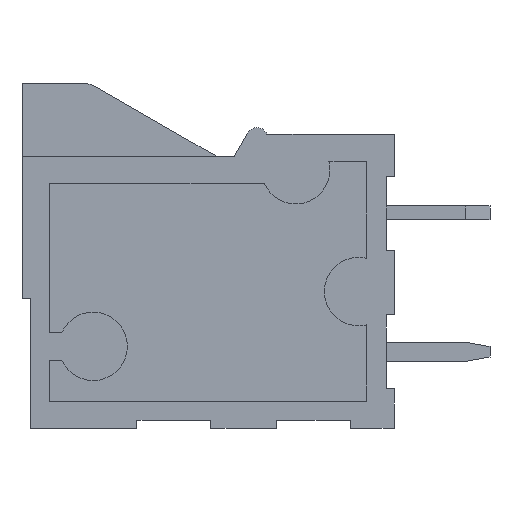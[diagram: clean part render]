
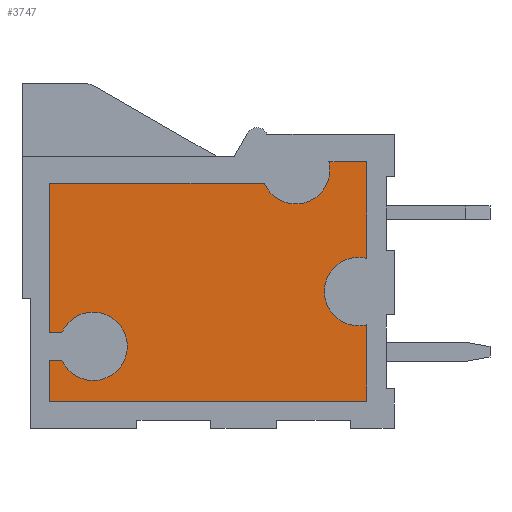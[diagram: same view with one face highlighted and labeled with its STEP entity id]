
A CAD part, left-side view. The second image highlights one B-rep face of the part: STEP entity #3747.
In plain terms, the highlighted planar face has unit normal (-1, 0, 0).
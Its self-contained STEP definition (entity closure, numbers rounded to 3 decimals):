
#2345 = EDGE_CURVE('',#2346,#2348,#2350,.T.);
#2346 = VERTEX_POINT('',#2347);
#2347 = CARTESIAN_POINT('',(1.5,12.146,-10.1));
#2348 = VERTEX_POINT('',#2349);
#2349 = CARTESIAN_POINT('',(1.5,11.,-10.85));
#2350 = CIRCLE('',#2351,1.25);
#2351 = AXIS2_PLACEMENT_3D('',#2352,#2353,#2354);
#2352 = CARTESIAN_POINT('',(1.5,11.,-9.6));
#2353 = DIRECTION('',(-1.,0.,0.));
#2354 = DIRECTION('',(0.,0.,1.));
#2388 = EDGE_CURVE('',#2348,#2389,#2391,.T.);
#2389 = VERTEX_POINT('',#2390);
#2390 = CARTESIAN_POINT('',(1.5,11.,-8.35));
#2391 = CIRCLE('',#2392,1.25);
#2392 = AXIS2_PLACEMENT_3D('',#2393,#2394,#2395);
#2393 = CARTESIAN_POINT('',(1.5,11.,-9.6));
#2394 = DIRECTION('',(-1.,0.,0.));
#2395 = DIRECTION('',(0.,0.,1.));
#2420 = EDGE_CURVE('',#2421,#2423,#2425,.T.);
#2421 = VERTEX_POINT('',#2422);
#2422 = CARTESIAN_POINT('',(1.5,1.3,-6.35));
#2423 = VERTEX_POINT('',#2424);
#2424 = CARTESIAN_POINT('',(1.5,1.3,-8.85));
#2425 = CIRCLE('',#2426,1.25);
#2426 = AXIS2_PLACEMENT_3D('',#2427,#2428,#2429);
#2427 = CARTESIAN_POINT('',(1.5,1.3,-7.6));
#2428 = DIRECTION('',(-1.,0.,0.));
#2429 = DIRECTION('',(0.,0.,1.));
#2462 = EDGE_CURVE('',#2463,#2421,#2465,.T.);
#2463 = VERTEX_POINT('',#2464);
#2464 = CARTESIAN_POINT('',(1.5,1.,-6.387));
#2465 = CIRCLE('',#2466,1.25);
#2466 = AXIS2_PLACEMENT_3D('',#2467,#2468,#2469);
#2467 = CARTESIAN_POINT('',(1.5,1.3,-7.6));
#2468 = DIRECTION('',(-1.,0.,0.));
#2469 = DIRECTION('',(0.,0.,1.));
#3475 = EDGE_CURVE('',#2423,#3476,#3478,.T.);
#3476 = VERTEX_POINT('',#3477);
#3477 = CARTESIAN_POINT('',(1.5,1.,-8.813));
#3478 = CIRCLE('',#3479,1.25);
#3479 = AXIS2_PLACEMENT_3D('',#3480,#3481,#3482);
#3480 = CARTESIAN_POINT('',(1.5,1.3,-7.6));
#3481 = DIRECTION('',(-1.,0.,0.));
#3482 = DIRECTION('',(0.,0.,1.));
#3501 = EDGE_CURVE('',#3502,#3476,#3504,.T.);
#3502 = VERTEX_POINT('',#3503);
#3503 = CARTESIAN_POINT('',(1.5,1.,-11.6));
#3504 = LINE('',#3505,#3506);
#3505 = CARTESIAN_POINT('',(1.5,1.,0.));
#3506 = VECTOR('',#3507,1.);
#3507 = DIRECTION('',(0.,0.,1.));
#3525 = EDGE_CURVE('',#3526,#3502,#3528,.T.);
#3526 = VERTEX_POINT('',#3527);
#3527 = CARTESIAN_POINT('',(1.5,12.6,-11.6));
#3528 = LINE('',#3529,#3530);
#3529 = CARTESIAN_POINT('',(1.5,0.,-11.6));
#3530 = VECTOR('',#3531,1.);
#3531 = DIRECTION('',(0.,-1.,0.));
#3549 = EDGE_CURVE('',#3526,#3550,#3552,.T.);
#3550 = VERTEX_POINT('',#3551);
#3551 = CARTESIAN_POINT('',(1.5,12.6,-10.1));
#3552 = LINE('',#3553,#3554);
#3553 = CARTESIAN_POINT('',(1.5,12.6,0.));
#3554 = VECTOR('',#3555,1.);
#3555 = DIRECTION('',(0.,0.,1.));
#3573 = EDGE_CURVE('',#3550,#2346,#3574,.T.);
#3574 = LINE('',#3575,#3576);
#3575 = CARTESIAN_POINT('',(1.5,0.,-10.1));
#3576 = VECTOR('',#3577,1.);
#3577 = DIRECTION('',(0.,-1.,0.));
#3589 = EDGE_CURVE('',#2389,#3590,#3592,.T.);
#3590 = VERTEX_POINT('',#3591);
#3591 = CARTESIAN_POINT('',(1.5,12.146,-9.1));
#3592 = CIRCLE('',#3593,1.25);
#3593 = AXIS2_PLACEMENT_3D('',#3594,#3595,#3596);
#3594 = CARTESIAN_POINT('',(1.5,11.,-9.6));
#3595 = DIRECTION('',(-1.,0.,0.));
#3596 = DIRECTION('',(0.,0.,1.));
#3615 = EDGE_CURVE('',#3616,#3590,#3618,.T.);
#3616 = VERTEX_POINT('',#3617);
#3617 = CARTESIAN_POINT('',(1.5,12.6,-9.1));
#3618 = LINE('',#3619,#3620);
#3619 = CARTESIAN_POINT('',(1.5,0.,-9.1));
#3620 = VECTOR('',#3621,1.);
#3621 = DIRECTION('',(0.,-1.,0.));
#3639 = EDGE_CURVE('',#3616,#3640,#3642,.T.);
#3640 = VERTEX_POINT('',#3641);
#3641 = CARTESIAN_POINT('',(1.5,12.6,-3.65));
#3642 = LINE('',#3643,#3644);
#3643 = CARTESIAN_POINT('',(1.5,12.6,0.));
#3644 = VECTOR('',#3645,1.);
#3645 = DIRECTION('',(0.,0.,1.));
#3663 = EDGE_CURVE('',#3664,#3640,#3666,.T.);
#3664 = VERTEX_POINT('',#3665);
#3665 = CARTESIAN_POINT('',(1.5,4.746,-3.65));
#3666 = LINE('',#3667,#3668);
#3667 = CARTESIAN_POINT('',(1.5,0.,-3.65));
#3668 = VECTOR('',#3669,1.);
#3669 = DIRECTION('',(0.,1.,0.));
#3687 = EDGE_CURVE('',#3664,#3688,#3690,.T.);
#3688 = VERTEX_POINT('',#3689);
#3689 = CARTESIAN_POINT('',(1.5,2.387,-2.85));
#3690 = CIRCLE('',#3691,1.25);
#3691 = AXIS2_PLACEMENT_3D('',#3692,#3693,#3694);
#3692 = CARTESIAN_POINT('',(1.5,3.6,-3.15));
#3693 = DIRECTION('',(-1.,0.,0.));
#3694 = DIRECTION('',(0.,0.,1.));
#3712 = EDGE_CURVE('',#3688,#3713,#3715,.T.);
#3713 = VERTEX_POINT('',#3714);
#3714 = CARTESIAN_POINT('',(1.5,1.,-2.85));
#3715 = LINE('',#3716,#3717);
#3716 = CARTESIAN_POINT('',(1.5,0.,-2.85));
#3717 = VECTOR('',#3718,1.);
#3718 = DIRECTION('',(0.,-1.,0.));
#3736 = EDGE_CURVE('',#2463,#3713,#3737,.T.);
#3737 = LINE('',#3738,#3739);
#3738 = CARTESIAN_POINT('',(1.5,1.,0.));
#3739 = VECTOR('',#3740,1.);
#3740 = DIRECTION('',(0.,0.,1.));
#3747 = ADVANCED_FACE('',(#3748),#3766,.T.);
#3748 = FACE_BOUND('',#3749,.T.);
#3749 = EDGE_LOOP('',(#3750,#3751,#3752,#3753,#3754,#3755,#3756,#3757,
    #3758,#3759,#3760,#3761,#3762,#3763,#3764,#3765));
#3750 = ORIENTED_EDGE('',*,*,#2462,.F.);
#3751 = ORIENTED_EDGE('',*,*,#3736,.T.);
#3752 = ORIENTED_EDGE('',*,*,#3712,.F.);
#3753 = ORIENTED_EDGE('',*,*,#3687,.F.);
#3754 = ORIENTED_EDGE('',*,*,#3663,.T.);
#3755 = ORIENTED_EDGE('',*,*,#3639,.F.);
#3756 = ORIENTED_EDGE('',*,*,#3615,.T.);
#3757 = ORIENTED_EDGE('',*,*,#3589,.F.);
#3758 = ORIENTED_EDGE('',*,*,#2388,.F.);
#3759 = ORIENTED_EDGE('',*,*,#2345,.F.);
#3760 = ORIENTED_EDGE('',*,*,#3573,.F.);
#3761 = ORIENTED_EDGE('',*,*,#3549,.F.);
#3762 = ORIENTED_EDGE('',*,*,#3525,.T.);
#3763 = ORIENTED_EDGE('',*,*,#3501,.T.);
#3764 = ORIENTED_EDGE('',*,*,#3475,.F.);
#3765 = ORIENTED_EDGE('',*,*,#2420,.F.);
#3766 = PLANE('',#3767);
#3767 = AXIS2_PLACEMENT_3D('',#3768,#3769,#3770);
#3768 = CARTESIAN_POINT('',(1.5,0.,0.));
#3769 = DIRECTION('',(-1.,0.,0.));
#3770 = DIRECTION('',(0.,0.,1.));
